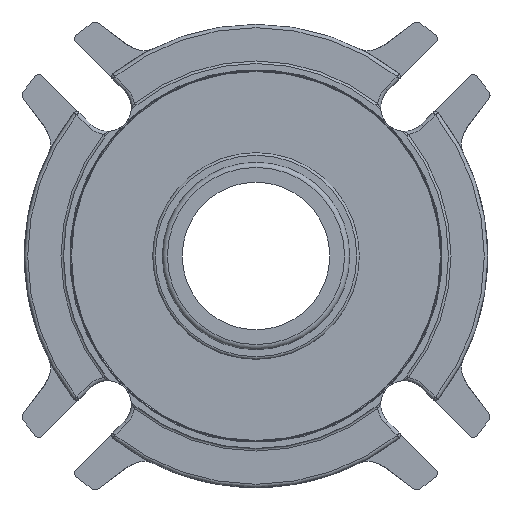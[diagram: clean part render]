
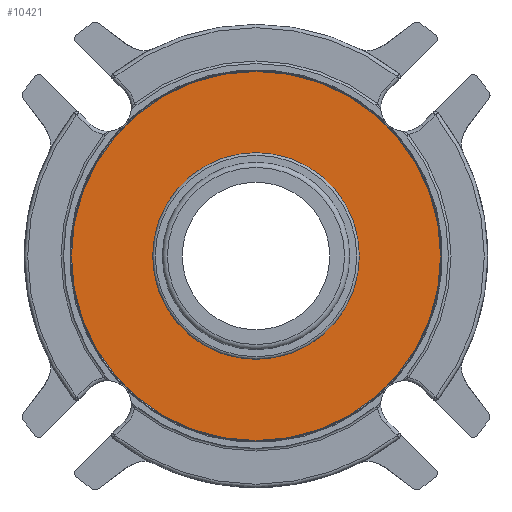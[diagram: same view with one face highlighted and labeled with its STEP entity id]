
A CAD part, front view. The second image highlights one B-rep face of the part: STEP entity #10421.
In plain terms, the highlighted planar face has unit normal (0, -1, 0).
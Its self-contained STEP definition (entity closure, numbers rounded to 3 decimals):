
#1466=PLANE('',#11680);
#4844=ORIENTED_EDGE('',*,*,#6377,.T.);
#4845=ORIENTED_EDGE('',*,*,#6378,.F.);
#6377=EDGE_CURVE('',#7334,#7334,#8000,.F.);
#6378=EDGE_CURVE('',#7335,#7335,#8001,.T.);
#7334=VERTEX_POINT('',#20638);
#7335=VERTEX_POINT('',#20641);
#8000=CIRCLE('',#11679,31.115);
#8001=CIRCLE('',#11681,55.563);
#8764=EDGE_LOOP('',(#4844));
#8765=EDGE_LOOP('',(#4845));
#9534=FACE_BOUND('',#8764,.T.);
#9535=FACE_BOUND('',#8765,.T.);
#10421=ADVANCED_FACE('',(#9534,#9535),#1466,.T.);
#11679=AXIS2_PLACEMENT_3D('',#20637,#14663,#14664);
#11680=AXIS2_PLACEMENT_3D('',#20639,#14665,#14666);
#11681=AXIS2_PLACEMENT_3D('',#20640,#14667,#14668);
#14663=DIRECTION('',(0.,-1.,0.));
#14664=DIRECTION('',(0.,0.,-1.));
#14665=DIRECTION('',(0.,-1.,0.));
#14666=DIRECTION('',(-1.,0.,0.));
#14667=DIRECTION('',(0.,1.,0.));
#14668=DIRECTION('',(1.,0.,0.));
#20637=CARTESIAN_POINT('',(0.,3.327,0.));
#20638=CARTESIAN_POINT('',(0.,3.327,-31.115));
#20639=CARTESIAN_POINT('',(55.563,3.327,0.));
#20640=CARTESIAN_POINT('',(0.,3.327,0.));
#20641=CARTESIAN_POINT('',(55.563,3.327,0.));
